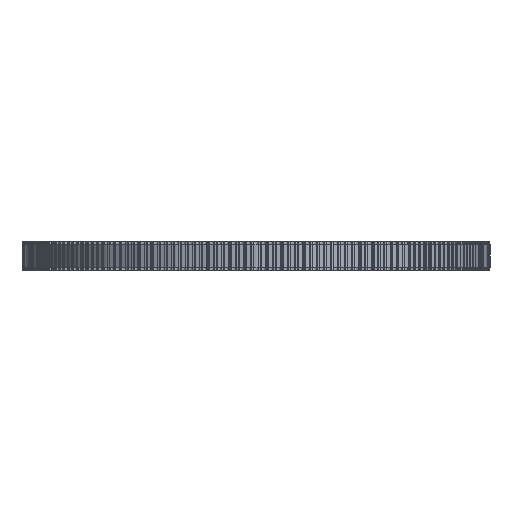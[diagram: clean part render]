
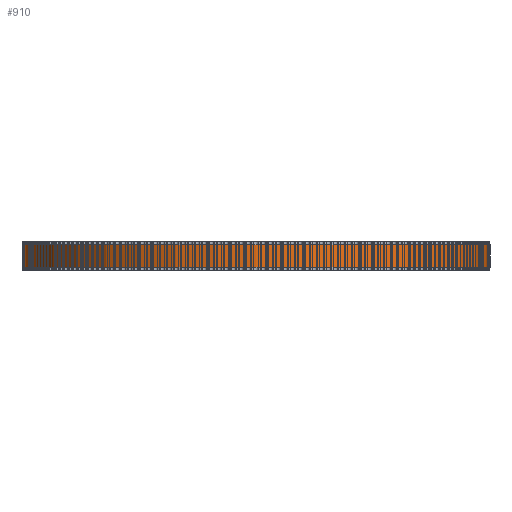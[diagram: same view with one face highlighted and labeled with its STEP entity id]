
A CAD part, front view. The second image highlights one B-rep face of the part: STEP entity #910.
In plain terms, the highlighted cylindrical face has radius 62.707 mm (diameter 125.414 mm), a full revolution.
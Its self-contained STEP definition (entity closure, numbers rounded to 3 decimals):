
#97=FACE_BOUND('',#3280,.T.);
#98=FACE_BOUND('',#3281,.T.);
#910=ADVANCED_FACE('',(#97,#98),#1699,.T.);
#1699=CYLINDRICAL_SURFACE('',#17479,62.707);
#3280=EDGE_LOOP('',(#9586));
#3281=EDGE_LOOP('',(#9587));
#9586=ORIENTED_EDGE('',*,*,#13530,.T.);
#9587=ORIENTED_EDGE('',*,*,#13531,.T.);
#11164=VERTEX_POINT('',#27740);
#11165=VERTEX_POINT('',#27742);
#13530=EDGE_CURVE('',#11164,#11164,#15108,.T.);
#13531=EDGE_CURVE('',#11165,#11165,#15109,.T.);
#15108=CIRCLE('',#17477,62.707);
#15109=CIRCLE('',#17478,62.707);
#17477=AXIS2_PLACEMENT_3D('',#27739,#23002,#23003);
#17478=AXIS2_PLACEMENT_3D('',#27741,#23004,#23005);
#17479=AXIS2_PLACEMENT_3D('',#27743,#23006,#23007);
#23002=DIRECTION('',(0.,0.,1.));
#23003=DIRECTION('',(1.,0.,0.));
#23004=DIRECTION('',(0.,0.,-1.));
#23005=DIRECTION('',(1.,0.,0.));
#23006=DIRECTION('',(0.,0.,1.));
#23007=DIRECTION('',(1.,0.,0.));
#27739=CARTESIAN_POINT('',(0.,0.,1.));
#27740=CARTESIAN_POINT('',(62.707,0.,1.));
#27741=CARTESIAN_POINT('',(0.,0.,7.));
#27742=CARTESIAN_POINT('',(62.707,0.,7.));
#27743=CARTESIAN_POINT('',(0.,0.,1.));
